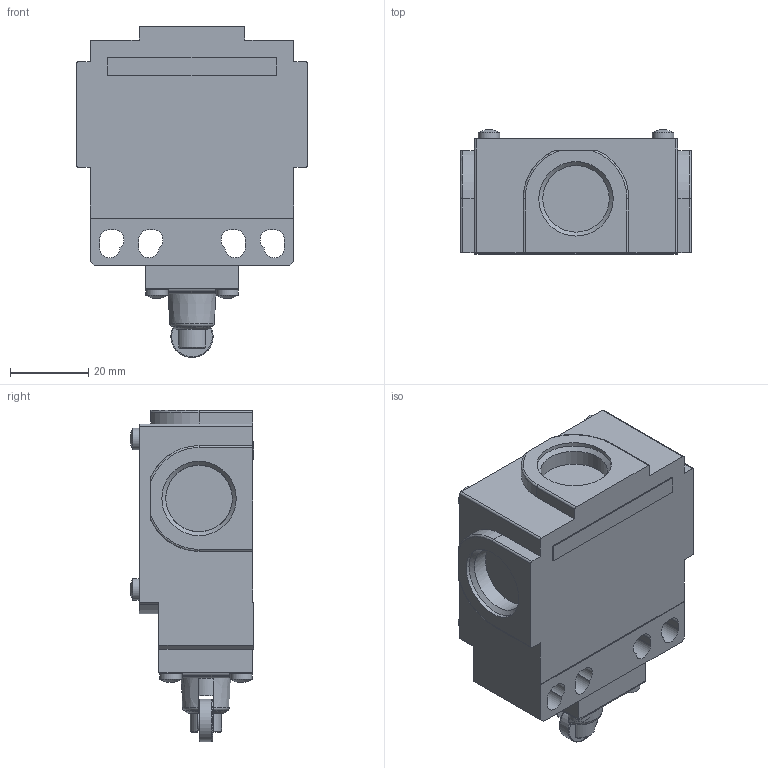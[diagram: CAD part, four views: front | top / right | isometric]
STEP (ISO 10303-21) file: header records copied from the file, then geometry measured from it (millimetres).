
FILE_DESCRIPTION (( 'STEP AP214' ), '1' );
FILE_NAME ('ADM2F12Z11.STEP', '2023-04-28T09:47:43', ( '' ), ( '' ), 'SwSTEP 2.0', 'SolidWorks 2021', '' );
FILE_SCHEMA (( 'AUTOMOTIVE_DESIGN' ));
Length unit declared in the file: inch
Products named in the file (1): ADM2F12Z11
Bounding box: 59 x 31.6 x 84.6 mm (x, y, z)
Volume: 88774.7 mm3; surface area: 18291.3 mm2
Topology: 1 solids, 6 shells, 192 faces, 478 edges, 314 vertices
Faces by surface type: plane 94, cylinder 70, bspline 20, cone 8
Full cylindrical faces by diameter (mm): 5.5 x4, 5.6 x6, 8 x1, 8.1 x2, 10.8 x1, 17 x3, 19 x3
Entity records: 5982 total; most frequent: CARTESIAN_POINT 1533, DIRECTION 900, ORIENTED_EDGE 890, EDGE_CURVE 445, AXIS2_PLACEMENT_3D 328, VERTEX_POINT 307, LINE 244, VECTOR 244
